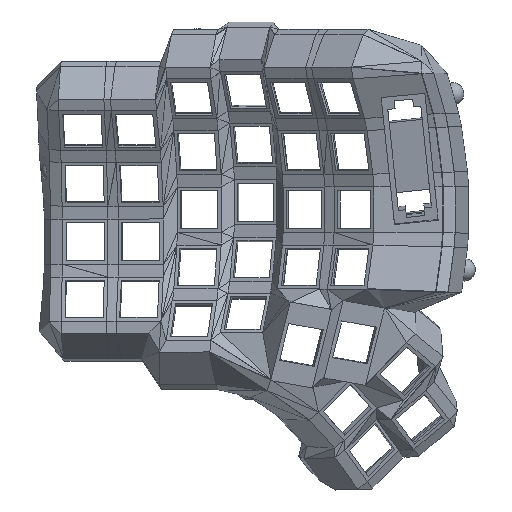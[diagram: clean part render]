
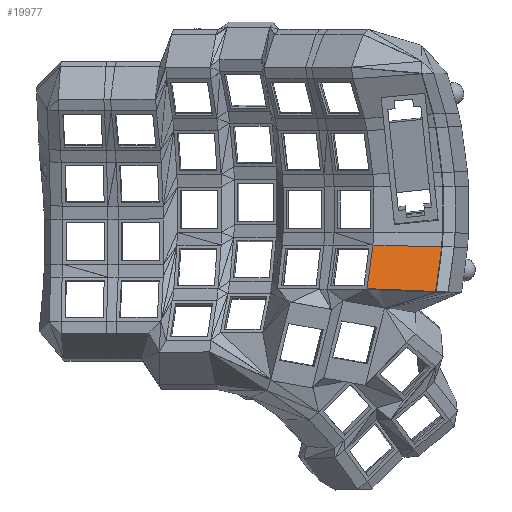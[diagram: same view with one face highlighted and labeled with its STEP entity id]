
A CAD part, top view. The second image highlights one B-rep face of the part: STEP entity #19977.
In plain terms, the highlighted planar face has unit normal (-0.016, 0.228, 0.974).
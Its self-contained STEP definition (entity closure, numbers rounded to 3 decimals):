
#6727 = PLANE('',#6728);
#6728 = AXIS2_PLACEMENT_3D('',#6729,#6730,#6731);
#6729 = CARTESIAN_POINT('',(76.344,-9.868,
    41.667));
#6730 = DIRECTION('',(-0.02,0.115,0.993)
  );
#6731 = DIRECTION('',(0.,-0.993,0.115));
#12966 = VERTEX_POINT('',#12967);
#12967 = CARTESIAN_POINT('',(64.261,-13.319,
    41.82));
#12990 = VERTEX_POINT('',#12991);
#12991 = CARTESIAN_POINT('',(90.118,-14.061,
    42.429));
#13012 = EDGE_CURVE('',#12990,#12966,#13013,.T.);
#13013 = SURFACE_CURVE('',#13014,(#13018,#13025),.PCURVE_S1.);
#13014 = LINE('',#13015,#13016);
#13015 = CARTESIAN_POINT('',(90.118,-14.061,
    42.429));
#13016 = VECTOR('',#13017,1.);
#13017 = DIRECTION('',(-0.999,0.029,
    -0.024));
#13018 = PCURVE('',#6727,#13019);
#13019 = DEFINITIONAL_REPRESENTATION('',(#13020),#13024);
#13020 = LINE('',#13021,#13022);
#13021 = CARTESIAN_POINT('',(4.253,13.777));
#13022 = VECTOR('',#13023,1.);
#13023 = DIRECTION('',(-0.031,-1.));
#13024 = ( GEOMETRIC_REPRESENTATION_CONTEXT(2) 
PARAMETRIC_REPRESENTATION_CONTEXT() REPRESENTATION_CONTEXT('2D SPACE',''
  ) );
#13025 = PCURVE('',#13026,#13031);
#13026 = PLANE('',#13027);
#13027 = AXIS2_PLACEMENT_3D('',#13028,#13029,#13030);
#13028 = CARTESIAN_POINT('',(79.548,-19.137,
    43.441));
#13029 = DIRECTION('',(-0.016,0.228,0.974)
  );
#13030 = DIRECTION('',(0.,-0.974,
    0.228));
#13031 = DEFINITIONAL_REPRESENTATION('',(#13032),#13036);
#13032 = LINE('',#13033,#13034);
#13033 = CARTESIAN_POINT('',(-5.172,10.571));
#13034 = VECTOR('',#13035,1.);
#13035 = DIRECTION('',(-0.033,-0.999));
#13036 = ( GEOMETRIC_REPRESENTATION_CONTEXT(2) 
PARAMETRIC_REPRESENTATION_CONTEXT() REPRESENTATION_CONTEXT('2D SPACE',''
  ) );
#19895 = PLANE('',#19896);
#19896 = AXIS2_PLACEMENT_3D('',#19897,#19898,#19899);
#19897 = CARTESIAN_POINT('',(89.036,-22.513,
    44.39));
#19898 = DIRECTION('',(0.,-0.226,
    -0.974));
#19899 = DIRECTION('',(0.,0.974,-0.226));
#19977 = ADVANCED_FACE('',(#19978),#13026,.T.);
#19978 = FACE_BOUND('',#19979,.F.);
#19979 = EDGE_LOOP('',(#19980,#19981,#20004,#20032,#20060));
#19980 = ORIENTED_EDGE('',*,*,#13012,.F.);
#19981 = ORIENTED_EDGE('',*,*,#19982,.T.);
#19982 = EDGE_CURVE('',#12990,#19983,#19985,.T.);
#19983 = VERTEX_POINT('',#19984);
#19984 = CARTESIAN_POINT('',(87.868,-30.859,
    46.327));
#19985 = SURFACE_CURVE('',#19986,(#19990,#19997),.PCURVE_S1.);
#19986 = LINE('',#19987,#19988);
#19987 = CARTESIAN_POINT('',(90.118,-14.061,
    42.429));
#19988 = VECTOR('',#19989,1.);
#19989 = DIRECTION('',(-0.129,-0.966,0.224));
#19990 = PCURVE('',#13026,#19991);
#19991 = DEFINITIONAL_REPRESENTATION('',(#19992),#19996);
#19992 = LINE('',#19993,#19994);
#19993 = CARTESIAN_POINT('',(-5.172,10.571));
#19994 = VECTOR('',#19995,1.);
#19995 = DIRECTION('',(0.992,-0.129));
#19996 = ( GEOMETRIC_REPRESENTATION_CONTEXT(2) 
PARAMETRIC_REPRESENTATION_CONTEXT() REPRESENTATION_CONTEXT('2D SPACE',''
  ) );
#19997 = PCURVE('',#19895,#19998);
#19998 = DEFINITIONAL_REPRESENTATION('',(#19999),#20003);
#19999 = LINE('',#20000,#20001);
#20000 = CARTESIAN_POINT('',(8.676,1.082));
#20001 = VECTOR('',#20002,1.);
#20002 = DIRECTION('',(-0.992,-0.129));
#20003 = ( GEOMETRIC_REPRESENTATION_CONTEXT(2) 
PARAMETRIC_REPRESENTATION_CONTEXT() REPRESENTATION_CONTEXT('2D SPACE',''
  ) );
#20004 = ORIENTED_EDGE('',*,*,#20005,.F.);
#20005 = EDGE_CURVE('',#20006,#19983,#20008,.T.);
#20006 = VERTEX_POINT('',#20007);
#20007 = CARTESIAN_POINT('',(80.612,-30.47,
    46.114));
#20008 = SURFACE_CURVE('',#20009,(#20013,#20020),.PCURVE_S1.);
#20009 = LINE('',#20010,#20011);
#20010 = CARTESIAN_POINT('',(79.203,-30.395,
    46.073));
#20011 = VECTOR('',#20012,1.);
#20012 = DIRECTION('',(0.998,-0.053,
    0.029));
#20013 = PCURVE('',#13026,#20014);
#20014 = DEFINITIONAL_REPRESENTATION('',(#20015),#20019);
#20015 = LINE('',#20016,#20017);
#20016 = CARTESIAN_POINT('',(11.562,-0.345));
#20017 = VECTOR('',#20018,1.);
#20018 = DIRECTION('',(0.059,0.998));
#20019 = ( GEOMETRIC_REPRESENTATION_CONTEXT(2) 
PARAMETRIC_REPRESENTATION_CONTEXT() REPRESENTATION_CONTEXT('2D SPACE',''
  ) );
#20020 = PCURVE('',#20021,#20026);
#20021 = PLANE('',#20022);
#20022 = AXIS2_PLACEMENT_3D('',#20023,#20024,#20025);
#20023 = CARTESIAN_POINT('',(79.525,-30.472,
    46.362));
#20024 = DIRECTION('',(0.046,0.977,0.208)
  );
#20025 = DIRECTION('',(0.,0.208,-0.978
    ));
#20026 = DEFINITIONAL_REPRESENTATION('',(#20027),#20031);
#20027 = LINE('',#20028,#20029);
#20028 = CARTESIAN_POINT('',(0.299,0.322));
#20029 = VECTOR('',#20030,1.);
#20030 = DIRECTION('',(-0.04,-0.999));
#20031 = ( GEOMETRIC_REPRESENTATION_CONTEXT(2) 
PARAMETRIC_REPRESENTATION_CONTEXT() REPRESENTATION_CONTEXT('2D SPACE',''
  ) );
#20032 = ORIENTED_EDGE('',*,*,#20033,.T.);
#20033 = EDGE_CURVE('',#20006,#20034,#20036,.T.);
#20034 = VERTEX_POINT('',#20035);
#20035 = CARTESIAN_POINT('',(62.061,-29.74,
    45.631));
#20036 = SURFACE_CURVE('',#20037,(#20041,#20048),.PCURVE_S1.);
#20037 = LINE('',#20038,#20039);
#20038 = CARTESIAN_POINT('',(78.149,-30.374,
    46.05));
#20039 = VECTOR('',#20040,1.);
#20040 = DIRECTION('',(-0.999,0.039,
    -0.026));
#20041 = PCURVE('',#13026,#20042);
#20042 = DEFINITIONAL_REPRESENTATION('',(#20043),#20047);
#20043 = LINE('',#20044,#20045);
#20044 = CARTESIAN_POINT('',(11.536,-1.4));
#20045 = VECTOR('',#20046,1.);
#20046 = DIRECTION('',(-0.044,-0.999));
#20047 = ( GEOMETRIC_REPRESENTATION_CONTEXT(2) 
PARAMETRIC_REPRESENTATION_CONTEXT() REPRESENTATION_CONTEXT('2D SPACE',''
  ) );
#20048 = PCURVE('',#20049,#20054);
#20049 = PLANE('',#20050);
#20050 = AXIS2_PLACEMENT_3D('',#20051,#20052,#20053);
#20051 = CARTESIAN_POINT('',(77.267,-30.327,
    45.846));
#20052 = DIRECTION('',(-0.038,-0.997,
    -0.066));
#20053 = DIRECTION('',(0.,-0.066,
    0.998));
#20054 = DEFINITIONAL_REPRESENTATION('',(#20055),#20059);
#20055 = LINE('',#20056,#20057);
#20056 = CARTESIAN_POINT('',(0.206,-0.882));
#20057 = VECTOR('',#20058,1.);
#20058 = DIRECTION('',(-0.029,1.));
#20059 = ( GEOMETRIC_REPRESENTATION_CONTEXT(2) 
PARAMETRIC_REPRESENTATION_CONTEXT() REPRESENTATION_CONTEXT('2D SPACE',''
  ) );
#20060 = ORIENTED_EDGE('',*,*,#20061,.F.);
#20061 = EDGE_CURVE('',#12966,#20034,#20062,.T.);
#20062 = SURFACE_CURVE('',#20063,(#20067,#20074),.PCURVE_S1.);
#20063 = LINE('',#20064,#20065);
#20064 = CARTESIAN_POINT('',(64.261,-13.319,
    41.82));
#20065 = VECTOR('',#20066,1.);
#20066 = DIRECTION('',(-0.129,-0.966,0.224));
#20067 = PCURVE('',#13026,#20068);
#20068 = DEFINITIONAL_REPRESENTATION('',(#20069),#20073);
#20069 = LINE('',#20070,#20071);
#20070 = CARTESIAN_POINT('',(-6.034,-15.29));
#20071 = VECTOR('',#20072,1.);
#20072 = DIRECTION('',(0.992,-0.129));
#20073 = ( GEOMETRIC_REPRESENTATION_CONTEXT(2) 
PARAMETRIC_REPRESENTATION_CONTEXT() REPRESENTATION_CONTEXT('2D SPACE',''
  ) );
#20074 = PCURVE('',#20075,#20080);
#20075 = PLANE('',#20076);
#20076 = AXIS2_PLACEMENT_3D('',#20077,#20078,#20079);
#20077 = CARTESIAN_POINT('',(62.035,-29.933,
    45.675));
#20078 = DIRECTION('',(-0.483,0.259,0.837));
#20079 = DIRECTION('',(0.866,0.,0.5));
#20080 = DEFINITIONAL_REPRESENTATION('',(#20081),#20085);
#20081 = LINE('',#20082,#20083);
#20082 = CARTESIAN_POINT('',(0.,17.2));
#20083 = VECTOR('',#20084,1.);
#20084 = DIRECTION('',(0.,-1.));
#20085 = ( GEOMETRIC_REPRESENTATION_CONTEXT(2) 
PARAMETRIC_REPRESENTATION_CONTEXT() REPRESENTATION_CONTEXT('2D SPACE',''
  ) );
